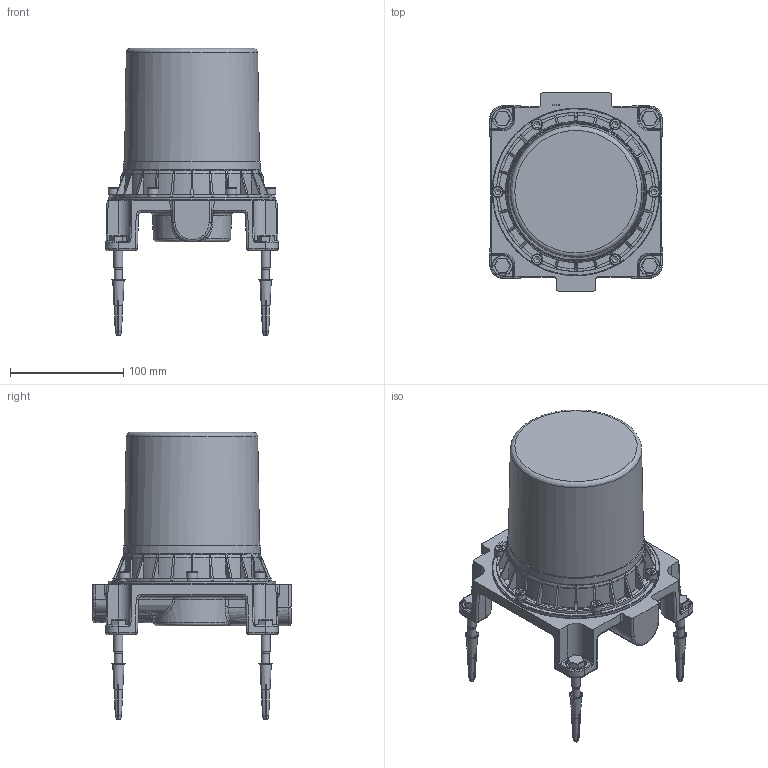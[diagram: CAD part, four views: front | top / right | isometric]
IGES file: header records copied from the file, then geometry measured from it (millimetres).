
Global section: file name: V736-AIS; native system: Autodesk Inventor 2018; preprocessor: unknown; author: mgibbs; date: 20171201.094749; units: millimetre
Bounding box: 152.22 x 175 x 253.9 mm (x, y, z)
Volume: 819733.4 mm3; surface area: 311542 mm2
Topology: 35 solids, 35 shells, 1313 faces, 3512 edges, 2293 vertices
Faces by surface type: bspline 1313
